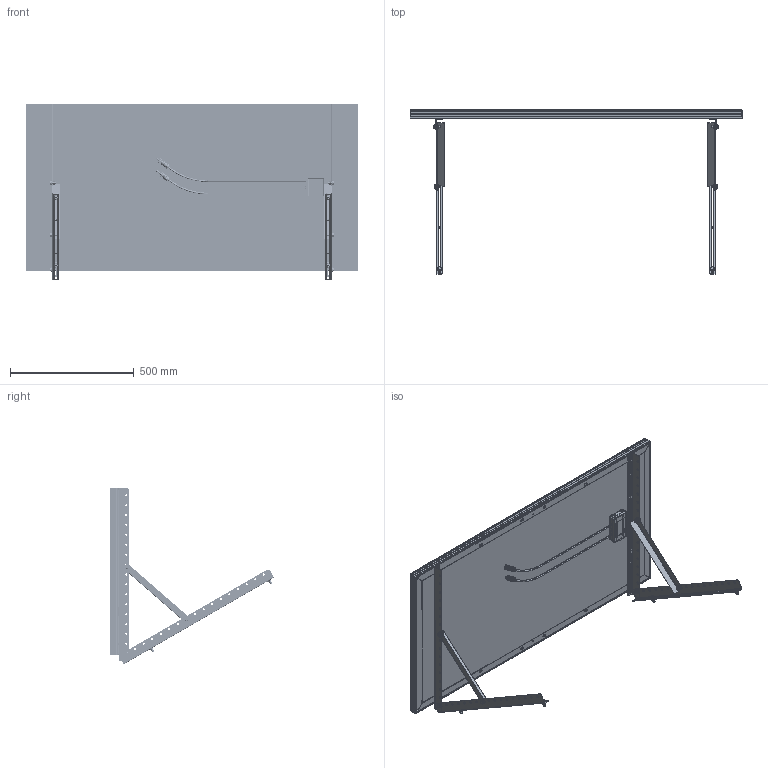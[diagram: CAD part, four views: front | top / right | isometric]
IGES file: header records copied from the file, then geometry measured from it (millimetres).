
Start section: SolidWorks IGES file using analytic representation for surfaces
Global section: file name: 0545_UNIFIX 150B.IGS; native system: SolidWorks 2021; preprocessor: SolidWorks 2021; author: be; date: 221028.114559; units: millimetre
Bounding box: 1340 x 662.49 x 712.28 mm (x, y, z)
Surface area: 6790299.4 mm2 (no closed solid volume)
Topology: 0 solids, 0 shells, 2483 faces, 34045 edges, 34045 vertices
Faces by surface type: bspline 1440, revolution 1043
